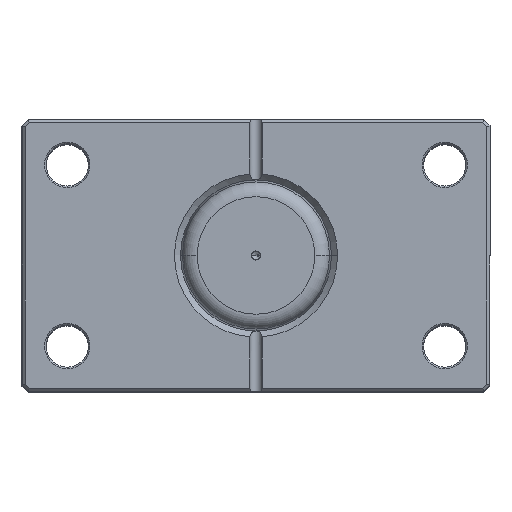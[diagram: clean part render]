
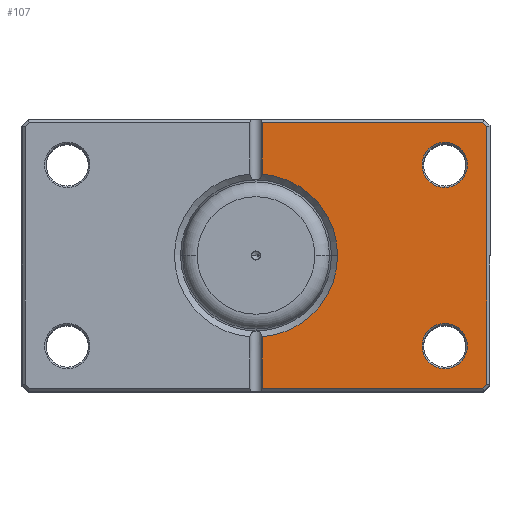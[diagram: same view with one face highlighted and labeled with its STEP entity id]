
A CAD part, top view. The second image highlights one B-rep face of the part: STEP entity #107.
In plain terms, the highlighted face is planar.
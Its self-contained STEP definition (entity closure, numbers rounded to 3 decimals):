
#13 = AXIS2_PLACEMENT_3D ( 'NONE', #1634, #4008, #1163 ) ;
#27 = CARTESIAN_POINT ( 'NONE',  ( 0., 0., 0. ) ) ;
#32 = LINE ( 'NONE', #5387, #5364 ) ;
#89 = EDGE_CURVE ( 'NONE', #1987, #3993, #3906, .T. ) ;
#107 = ADVANCED_FACE ( 'NONE', ( #2496, #1232, #2792 ), #701, .F. ) ;
#134 = CARTESIAN_POINT ( 'NONE',  ( -2., 44., 0. ) ) ;
#213 = CARTESIAN_POINT ( 'NONE',  ( 0., 0., 0. ) ) ;
#256 = VERTEX_POINT ( 'NONE', #1702 ) ;
#275 = CARTESIAN_POINT ( 'NONE',  ( -75.086, -44., 0. ) ) ;
#295 = VECTOR ( 'NONE', #456, 1000. ) ;
#367 = EDGE_LOOP ( 'NONE', ( #2761, #2922 ) ) ;
#407 = VERTEX_POINT ( 'NONE', #275 ) ;
#456 = DIRECTION ( 'NONE',  ( 0., -1., 0. ) ) ;
#476 = VECTOR ( 'NONE', #2161, 1000. ) ;
#490 = DIRECTION ( 'NONE',  ( 1., 0., 0. ) ) ;
#593 = ORIENTED_EDGE ( 'NONE', *, *, #5840, .T. ) ;
#601 = DIRECTION ( 'NONE',  ( 0.707, 0.707, 0. ) ) ;
#701 = PLANE ( 'NONE',  #1591 ) ;
#810 = AXIS2_PLACEMENT_3D ( 'NONE', #2647, #5956, #3126 ) ;
#847 = EDGE_CURVE ( 'NONE', #967, #3968, #1583, .T. ) ;
#911 = ORIENTED_EDGE ( 'NONE', *, *, #2279, .T. ) ;
#942 = CARTESIAN_POINT ( 'NONE',  ( -55., 30., 0. ) ) ;
#967 = VERTEX_POINT ( 'NONE', #5841 ) ;
#1020 = EDGE_LOOP ( 'NONE', ( #4813, #1961, #593, #3087, #1379, #1189, #2900, #3985, #4647 ) ) ;
#1125 = CARTESIAN_POINT ( 'NONE',  ( -62.5, 30., 0. ) ) ;
#1163 = DIRECTION ( 'NONE',  ( 1., 0., 0. ) ) ;
#1189 = ORIENTED_EDGE ( 'NONE', *, *, #4419, .T. ) ;
#1232 = FACE_BOUND ( 'NONE', #367, .T. ) ;
#1244 = CARTESIAN_POINT ( 'NONE',  ( 0., 44., 0. ) ) ;
#1375 = DIRECTION ( 'NONE',  ( -1., 0., 0. ) ) ;
#1379 = ORIENTED_EDGE ( 'NONE', *, *, #1992, .T. ) ;
#1429 = CIRCLE ( 'NONE', #1630, 7.5 ) ;
#1482 = VERTEX_POINT ( 'NONE', #134 ) ;
#1541 = LINE ( 'NONE', #3312, #295 ) ;
#1583 = LINE ( 'NONE', #2673, #476 ) ;
#1591 = AXIS2_PLACEMENT_3D ( 'NONE', #213, #5430, #2581 ) ;
#1601 = DIRECTION ( 'NONE',  ( 1., 0., 0. ) ) ;
#1630 = AXIS2_PLACEMENT_3D ( 'NONE', #1125, #4453, #1601 ) ;
#1634 = CARTESIAN_POINT ( 'NONE',  ( -62.5, -30., 0. ) ) ;
#1695 = LINE ( 'NONE', #2802, #4086 ) ;
#1702 = CARTESIAN_POINT ( 'NONE',  ( -76.5, 42.586, 0. ) ) ;
#1826 = CARTESIAN_POINT ( 'NONE',  ( -27., 0., 0. ) ) ;
#1831 = EDGE_CURVE ( 'NONE', #4649, #1482, #3029, .T. ) ;
#1858 = CARTESIAN_POINT ( 'NONE',  ( -55., -30., 0. ) ) ;
#1864 = CARTESIAN_POINT ( 'NONE',  ( -75.086, 44., 0. ) ) ;
#1961 = ORIENTED_EDGE ( 'NONE', *, *, #3054, .T. ) ;
#1987 = VERTEX_POINT ( 'NONE', #6099 ) ;
#1992 = EDGE_CURVE ( 'NONE', #3968, #407, #1695, .T. ) ;
#2004 = EDGE_CURVE ( 'NONE', #1482, #3402, #1541, .T. ) ;
#2022 = LINE ( 'NONE', #3456, #2166 ) ;
#2150 = CARTESIAN_POINT ( 'NONE',  ( -76.5, -42.586, 0. ) ) ;
#2161 = DIRECTION ( 'NONE',  ( 0., -1., 0. ) ) ;
#2166 = VECTOR ( 'NONE', #601, 1000. ) ;
#2234 = CIRCLE ( 'NONE', #810, 27. ) ;
#2279 = EDGE_CURVE ( 'NONE', #3993, #1987, #4146, .T. ) ;
#2311 = CARTESIAN_POINT ( 'NONE',  ( -2., -44., 0. ) ) ;
#2360 = DIRECTION ( 'NONE',  ( 0., 0., 1. ) ) ;
#2496 = FACE_BOUND ( 'NONE', #2957, .T. ) ;
#2514 = CARTESIAN_POINT ( 'NONE',  ( -62.5, -30., 0. ) ) ;
#2581 = DIRECTION ( 'NONE',  ( 1., 0., 0. ) ) ;
#2638 = EDGE_CURVE ( 'NONE', #3011, #256, #4322, .T. ) ;
#2647 = CARTESIAN_POINT ( 'NONE',  ( 0., 0., 0. ) ) ;
#2673 = CARTESIAN_POINT ( 'NONE',  ( -2., 45., 0. ) ) ;
#2685 = CIRCLE ( 'NONE', #3720, 7.5 ) ;
#2761 = ORIENTED_EDGE ( 'NONE', *, *, #5385, .T. ) ;
#2781 = AXIS2_PLACEMENT_3D ( 'NONE', #27, #3349, #490 ) ;
#2792 = FACE_OUTER_BOUND ( 'NONE', #1020, .T. ) ;
#2802 = CARTESIAN_POINT ( 'NONE',  ( 0., -44., 0. ) ) ;
#2829 = EDGE_CURVE ( 'NONE', #256, #4649, #2022, .T. ) ;
#2848 = CARTESIAN_POINT ( 'NONE',  ( -2., 26.926, 0. ) ) ;
#2876 = VECTOR ( 'NONE', #5487, 1000. ) ;
#2900 = ORIENTED_EDGE ( 'NONE', *, *, #2638, .T. ) ;
#2922 = ORIENTED_EDGE ( 'NONE', *, *, #4382, .T. ) ;
#2957 = EDGE_LOOP ( 'NONE', ( #4116, #911 ) ) ;
#2983 = DIRECTION ( 'NONE',  ( 1., 0., 0. ) ) ;
#3011 = VERTEX_POINT ( 'NONE', #2150 ) ;
#3029 = LINE ( 'NONE', #1244, #2876 ) ;
#3054 = EDGE_CURVE ( 'NONE', #3402, #5307, #2234, .T. ) ;
#3087 = ORIENTED_EDGE ( 'NONE', *, *, #847, .T. ) ;
#3126 = DIRECTION ( 'NONE',  ( 1., 0., 0. ) ) ;
#3221 = AXIS2_PLACEMENT_3D ( 'NONE', #2514, #5828, #2983 ) ;
#3312 = CARTESIAN_POINT ( 'NONE',  ( -2., 45., 0. ) ) ;
#3335 = VERTEX_POINT ( 'NONE', #4213 ) ;
#3349 = DIRECTION ( 'NONE',  ( 0., 0., 1. ) ) ;
#3358 = CIRCLE ( 'NONE', #2781, 27. ) ;
#3402 = VERTEX_POINT ( 'NONE', #2848 ) ;
#3456 = CARTESIAN_POINT ( 'NONE',  ( -59.543, 59.543, 0. ) ) ;
#3720 = AXIS2_PLACEMENT_3D ( 'NONE', #5182, #2360, #5675 ) ;
#3906 = CIRCLE ( 'NONE', #13, 7.5 ) ;
#3968 = VERTEX_POINT ( 'NONE', #2311 ) ;
#3985 = ORIENTED_EDGE ( 'NONE', *, *, #2829, .T. ) ;
#3992 = DIRECTION ( 'NONE',  ( -0.707, 0.707, 0. ) ) ;
#3993 = VERTEX_POINT ( 'NONE', #1858 ) ;
#4008 = DIRECTION ( 'NONE',  ( 0., 0., 1. ) ) ;
#4086 = VECTOR ( 'NONE', #1375, 1000. ) ;
#4116 = ORIENTED_EDGE ( 'NONE', *, *, #89, .T. ) ;
#4146 = CIRCLE ( 'NONE', #3221, 7.5 ) ;
#4213 = CARTESIAN_POINT ( 'NONE',  ( -70., 30., 0. ) ) ;
#4322 = LINE ( 'NONE', #6115, #5418 ) ;
#4382 = EDGE_CURVE ( 'NONE', #4702, #3335, #1429, .T. ) ;
#4419 = EDGE_CURVE ( 'NONE', #407, #3011, #32, .T. ) ;
#4453 = DIRECTION ( 'NONE',  ( 0., 0., 1. ) ) ;
#4647 = ORIENTED_EDGE ( 'NONE', *, *, #1831, .T. ) ;
#4649 = VERTEX_POINT ( 'NONE', #1864 ) ;
#4702 = VERTEX_POINT ( 'NONE', #942 ) ;
#4813 = ORIENTED_EDGE ( 'NONE', *, *, #2004, .T. ) ;
#5182 = CARTESIAN_POINT ( 'NONE',  ( -62.5, 30., 0. ) ) ;
#5307 = VERTEX_POINT ( 'NONE', #1826 ) ;
#5364 = VECTOR ( 'NONE', #3992, 1000. ) ;
#5385 = EDGE_CURVE ( 'NONE', #3335, #4702, #2685, .T. ) ;
#5387 = CARTESIAN_POINT ( 'NONE',  ( -59.543, -59.543, 0. ) ) ;
#5418 = VECTOR ( 'NONE', #5660, 1000. ) ;
#5430 = DIRECTION ( 'NONE',  ( 0., 0., 1. ) ) ;
#5487 = DIRECTION ( 'NONE',  ( 1., 0., 0. ) ) ;
#5660 = DIRECTION ( 'NONE',  ( 0., 1., 0. ) ) ;
#5675 = DIRECTION ( 'NONE',  ( 1., 0., 0. ) ) ;
#5828 = DIRECTION ( 'NONE',  ( 0., 0., 1. ) ) ;
#5840 = EDGE_CURVE ( 'NONE', #5307, #967, #3358, .T. ) ;
#5841 = CARTESIAN_POINT ( 'NONE',  ( -2., -26.926, 0. ) ) ;
#5956 = DIRECTION ( 'NONE',  ( 0., 0., 1. ) ) ;
#6099 = CARTESIAN_POINT ( 'NONE',  ( -70., -30., 0. ) ) ;
#6115 = CARTESIAN_POINT ( 'NONE',  ( -76.5, 0., 0. ) ) ;
